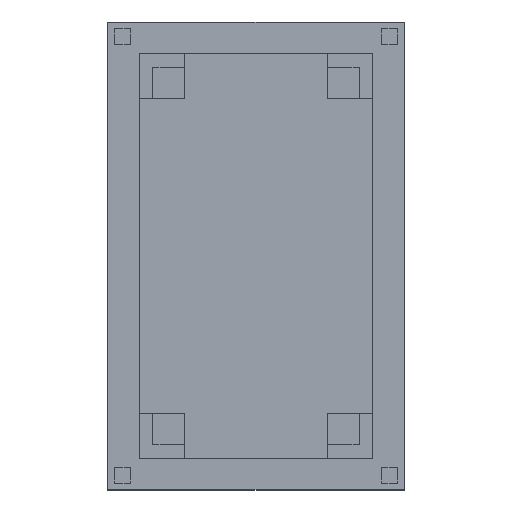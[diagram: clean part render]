
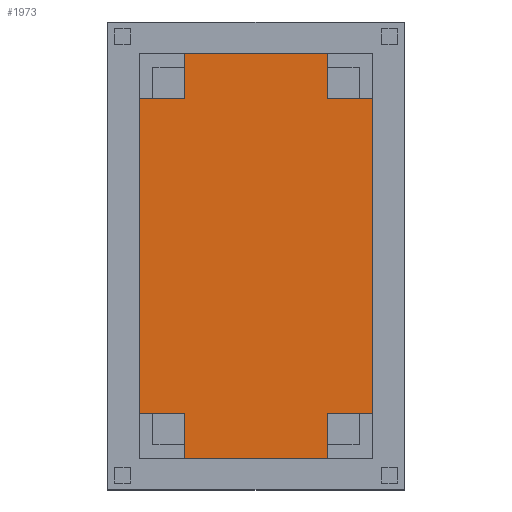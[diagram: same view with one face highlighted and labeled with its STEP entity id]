
A CAD part, top view. The second image highlights one B-rep face of the part: STEP entity #1973.
In plain terms, the highlighted planar face has unit normal (0, 0, 1).
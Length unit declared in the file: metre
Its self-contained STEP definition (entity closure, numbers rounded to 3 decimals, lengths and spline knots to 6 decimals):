
#455=ORIENTED_EDGE('',*,*,#801,.T.);
#456=ORIENTED_EDGE('',*,*,#810,.T.);
#457=ORIENTED_EDGE('',*,*,#807,.F.);
#458=ORIENTED_EDGE('',*,*,#804,.F.);
#801=EDGE_CURVE('',#1006,#1005,#1213,.T.);
#804=EDGE_CURVE('',#1006,#1008,#1216,.T.);
#807=EDGE_CURVE('',#1008,#1010,#1219,.T.);
#810=EDGE_CURVE('',#1005,#1010,#1222,.T.);
#1005=VERTEX_POINT('',#3463);
#1006=VERTEX_POINT('',#3465);
#1008=VERTEX_POINT('',#3471);
#1010=VERTEX_POINT('',#3477);
#1213=LINE('',#3464,#1457);
#1216=LINE('',#3470,#1460);
#1219=LINE('',#3476,#1463);
#1222=LINE('',#3481,#1466);
#1457=VECTOR('',#2935,1.);
#1460=VECTOR('',#2940,1.);
#1463=VECTOR('',#2945,1.);
#1466=VECTOR('',#2950,1.);
#1635=EDGE_LOOP('',(#455,#456,#457,#458));
#1755=FACE_BOUND('',#1635,.T.);
#1863=PLANE('',#2596);
#1973=ADVANCED_FACE('',(#1755),#1863,.F.);
#2596=AXIS2_PLACEMENT_3D('',#3482,#2951,#2952);
#2935=DIRECTION('',(1.,0.,0.));
#2940=DIRECTION('',(0.,1.,0.));
#2945=DIRECTION('',(1.,0.,0.));
#2950=DIRECTION('',(0.,1.,0.));
#2951=DIRECTION('',(0.,0.,-1.));
#2952=DIRECTION('',(1.,0.,0.));
#3463=CARTESIAN_POINT('',(0.14075,-0.128077,-0.00398));
#3464=CARTESIAN_POINT('',(0.094017,-0.128077,-0.00398));
#3465=CARTESIAN_POINT('',(0.089017,-0.128077,-0.00398));
#3470=CARTESIAN_POINT('',(0.089017,-0.043325,-0.00398));
#3471=CARTESIAN_POINT('',(0.089017,-0.038325,-0.00398));
#3476=CARTESIAN_POINT('',(0.13575,-0.038325,-0.00398));
#3477=CARTESIAN_POINT('',(0.14075,-0.038325,-0.00398));
#3481=CARTESIAN_POINT('',(0.14075,-0.123077,-0.00398));
#3482=CARTESIAN_POINT('',(0.114884,-0.083201,-0.00398));
